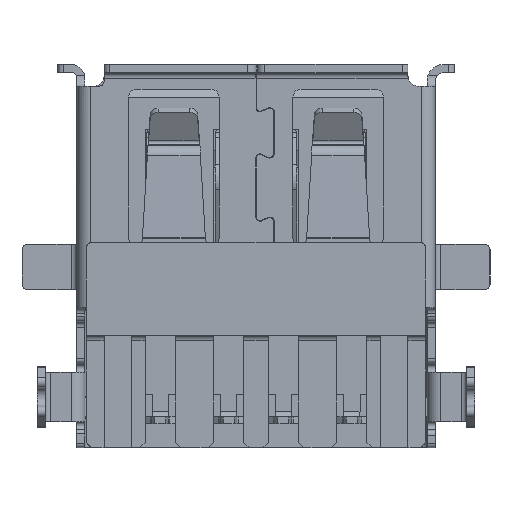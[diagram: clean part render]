
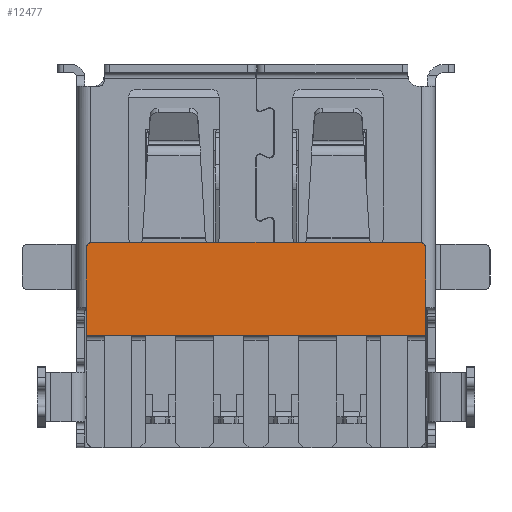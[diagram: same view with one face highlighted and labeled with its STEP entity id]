
A CAD part, front view. The second image highlights one B-rep face of the part: STEP entity #12477.
In plain terms, the highlighted face is planar.
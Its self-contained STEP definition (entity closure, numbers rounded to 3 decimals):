
#436=CIRCLE('',#13152,0.2);
#440=CIRCLE('',#13167,0.2);
#1701=ORIENTED_EDGE('',*,*,#4914,.T.);
#1702=ORIENTED_EDGE('',*,*,#4796,.T.);
#1703=ORIENTED_EDGE('',*,*,#4945,.T.);
#1704=ORIENTED_EDGE('',*,*,#5136,.T.);
#1705=ORIENTED_EDGE('',*,*,#4894,.T.);
#1706=ORIENTED_EDGE('',*,*,#5089,.F.);
#4796=EDGE_CURVE('',#6670,#6669,#7880,.T.);
#4894=EDGE_CURVE('',#6741,#6742,#7965,.T.);
#4914=EDGE_CURVE('',#6754,#6670,#436,.T.);
#4945=EDGE_CURVE('',#6669,#6769,#440,.T.);
#5089=EDGE_CURVE('',#6754,#6742,#8143,.T.);
#5136=EDGE_CURVE('',#6769,#6741,#8188,.T.);
#6669=VERTEX_POINT('',#18066);
#6670=VERTEX_POINT('',#18068);
#6741=VERTEX_POINT('',#18282);
#6742=VERTEX_POINT('',#18283);
#6754=VERTEX_POINT('',#18316);
#6769=VERTEX_POINT('',#18372);
#7880=LINE('',#18067,#9277);
#7965=LINE('',#18281,#9362);
#8143=LINE('',#18631,#9540);
#8188=LINE('',#18732,#9585);
#9277=VECTOR('',#14416,1000.);
#9362=VECTOR('',#14577,1000.);
#9540=VECTOR('',#14895,1000.);
#9585=VECTOR('',#14988,1000.);
#10636=EDGE_LOOP('',(#1701,#1702,#1703,#1704,#1705,#1706));
#11345=FACE_BOUND('',#10636,.T.);
#12035=PLANE('',#13244);
#12477=ADVANCED_FACE('',(#11345),#12035,.T.);
#13152=AXIS2_PLACEMENT_3D('',#18315,#14599,#14600);
#13167=AXIS2_PLACEMENT_3D('',#18373,#14656,#14657);
#13244=AXIS2_PLACEMENT_3D('',#18731,#14986,#14987);
#14416=DIRECTION('',(-1.,0.,0.));
#14577=DIRECTION('',(1.,0.,0.));
#14599=DIRECTION('',(0.,1.,0.));
#14600=DIRECTION('',(0.,0.,-1.));
#14656=DIRECTION('',(0.,1.,0.));
#14657=DIRECTION('',(0.,0.,-1.));
#14895=DIRECTION('',(0.,0.,1.));
#14986=DIRECTION('',(0.,1.,0.));
#14987=DIRECTION('',(1.,0.,0.));
#14988=DIRECTION('',(0.,0.,1.));
#18066=CARTESIAN_POINT('',(2.25,6.62,-7.5));
#18067=CARTESIAN_POINT('',(8.25,6.62,-7.5));
#18068=CARTESIAN_POINT('',(14.25,6.62,-7.5));
#18281=CARTESIAN_POINT('',(8.25,6.62,-4.1));
#18282=CARTESIAN_POINT('',(2.05,6.62,-4.1));
#18283=CARTESIAN_POINT('',(14.45,6.62,-4.1));
#18315=CARTESIAN_POINT('',(14.25,6.62,-7.3));
#18316=CARTESIAN_POINT('',(14.45,6.62,-7.3));
#18372=CARTESIAN_POINT('',(2.05,6.62,-7.3));
#18373=CARTESIAN_POINT('',(2.25,6.62,-7.3));
#18631=CARTESIAN_POINT('',(14.45,6.62,-3.8));
#18731=CARTESIAN_POINT('',(1.802,6.62,-4.032));
#18732=CARTESIAN_POINT('',(2.05,6.62,-3.8));
